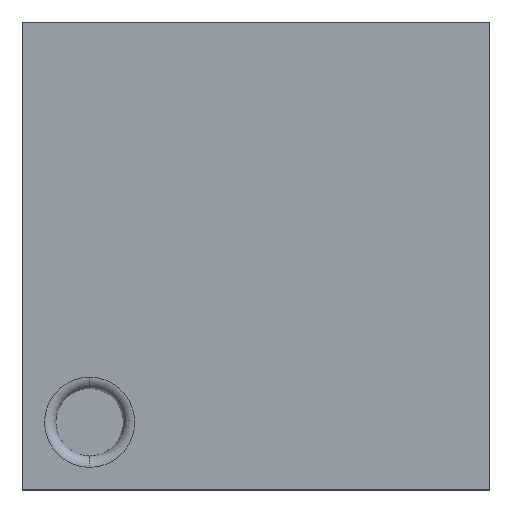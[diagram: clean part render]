
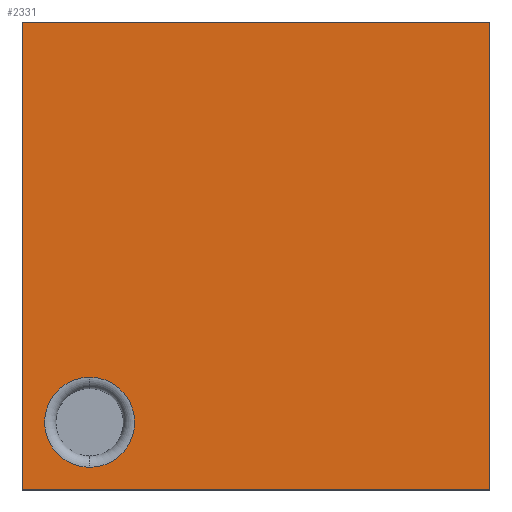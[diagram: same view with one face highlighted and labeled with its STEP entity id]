
A CAD part, top view. The second image highlights one B-rep face of the part: STEP entity #2331.
In plain terms, the highlighted planar face has unit normal (0, 0, 1).
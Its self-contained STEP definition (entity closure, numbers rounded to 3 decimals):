
#2142 = CARTESIAN_POINT ( 'NONE',  ( -0.739, -0.539, 0.491 ) ) ;
#2143 = VERTEX_POINT ( 'NONE', #2142 ) ;
#2144 = CARTESIAN_POINT ( 'NONE',  ( -0.739, -0.939, 0.491 ) ) ;
#2145 = VERTEX_POINT ( 'NONE', #2144 ) ;
#2146 = CARTESIAN_POINT ( 'NONE',  ( -0.739, -0.739, 0.491 ) ) ;
#2147 = DIRECTION ( 'NONE',  ( 0., 0., -1. ) ) ;
#2148 = DIRECTION ( 'NONE',  ( 0., -1., 0. ) ) ;
#2149 = AXIS2_PLACEMENT_3D ( 'NONE', #2146, #2147, #2148 ) ;
#2150 = CIRCLE ( 'NONE', #2149, 0.2) ;
#2151 = EDGE_CURVE ( 'NONE', #2143, #2145, #2150, .T. ) ;
#2196 = CARTESIAN_POINT ( 'NONE',  ( -1.039, -1.039, 0.491 ) ) ;
#2197 = VERTEX_POINT ( 'NONE', #2196 ) ;
#2204 = CARTESIAN_POINT ( 'NONE',  ( -1.039, 1.039, 0.491 ) ) ;
#2205 = VERTEX_POINT ( 'NONE', #2204 ) ;
#2206 = CARTESIAN_POINT ( 'NONE',  ( -1.039, -1.039, 0.491 ) ) ;
#2207 = DIRECTION ( 'NONE',  ( 0., -1., 0. ) ) ;
#2208 = VECTOR ( 'NONE', #2207, 1000. ) ;
#2209 = LINE ( 'NONE', #2206, #2208 ) ;
#2210 = EDGE_CURVE ( 'NONE', #2205, #2197, #2209, .T. ) ;
#2234 = CARTESIAN_POINT ( 'NONE',  ( 1.039, -1.039, 0.491 ) ) ;
#2235 = VERTEX_POINT ( 'NONE', #2234 ) ;
#2242 = CARTESIAN_POINT ( 'NONE',  ( 1.039, -1.039, 0.491 ) ) ;
#2243 = DIRECTION ( 'NONE',  ( 1., 0., 0. ) ) ;
#2244 = VECTOR ( 'NONE', #2243, 1000. ) ;
#2245 = LINE ( 'NONE', #2242, #2244 ) ;
#2246 = EDGE_CURVE ( 'NONE', #2197, #2235, #2245, .T. ) ;
#2265 = CARTESIAN_POINT ( 'NONE',  ( 1.039, 1.039, 0.491 ) ) ;
#2266 = VERTEX_POINT ( 'NONE', #2265 ) ;
#2273 = CARTESIAN_POINT ( 'NONE',  ( 1.039, -1.039, 0.491 ) ) ;
#2274 = DIRECTION ( 'NONE',  ( 0., 1., 0. ) ) ;
#2275 = VECTOR ( 'NONE', #2274, 1000. ) ;
#2276 = LINE ( 'NONE', #2273, #2275 ) ;
#2277 = EDGE_CURVE ( 'NONE', #2235, #2266, #2276, .T. ) ;
#2295 = CARTESIAN_POINT ( 'NONE',  ( 1.039, 1.039, 0.491 ) ) ;
#2296 = DIRECTION ( 'NONE',  ( -1., 0., 0. ) ) ;
#2297 = VECTOR ( 'NONE', #2296, 1000. ) ;
#2298 = LINE ( 'NONE', #2295, #2297 ) ;
#2299 = EDGE_CURVE ( 'NONE', #2266, #2205, #2298, .T. ) ;
#2310 = CARTESIAN_POINT ( 'NONE',  ( -0.739, -0.739, 0.491 ) ) ;
#2311 = DIRECTION ( 'NONE',  ( 0., 0., -1. ) ) ;
#2312 = DIRECTION ( 'NONE',  ( 0., -1., 0. ) ) ;
#2313 = AXIS2_PLACEMENT_3D ( 'NONE', #2310, #2311, #2312 ) ;
#2314 = CIRCLE ( 'NONE', #2313, 0.2) ;
#2315 = EDGE_CURVE ( 'NONE', #2145, #2143, #2314, .T. ) ;
#2316 = ORIENTED_EDGE ( 'NONE', *, *, #2315, .T. ) ;
#2317 = ORIENTED_EDGE ( 'NONE', *, *, #2151, .T. ) ;
#2318 = EDGE_LOOP ( 'NONE', ( #2316, #2317 ) ) ;
#2319 = FACE_BOUND ( 'NONE', #2318, .T. ) ;
#2320 = ORIENTED_EDGE ( 'NONE', *, *, #2210, .T. ) ;
#2321 = ORIENTED_EDGE ( 'NONE', *, *, #2246, .T. ) ;
#2322 = ORIENTED_EDGE ( 'NONE', *, *, #2277, .T. ) ;
#2323 = ORIENTED_EDGE ( 'NONE', *, *, #2299, .T. ) ;
#2324 = EDGE_LOOP ( 'NONE', ( #2320, #2321, #2322, #2323 ) ) ;
#2325 = FACE_OUTER_BOUND ( 'NONE', #2324, .T. ) ;
#2326 = CARTESIAN_POINT ( 'NONE',  ( 0., 0., 0.496 ) ) ;
#2327 = DIRECTION ( 'NONE',  ( 0., 0., 1. ) ) ;
#2328 = DIRECTION ( 'NONE',  ( 0., -1., 0. ) ) ;
#2329 = AXIS2_PLACEMENT_3D ( 'NONE', #2326, #2327, #2328 ) ;
#2330 = PLANE ( 'NONE', #2329 ) ;
#2331 = ADVANCED_FACE ( 'NONE', ( #2319, #2325 ), #2330, .T. ) ;
